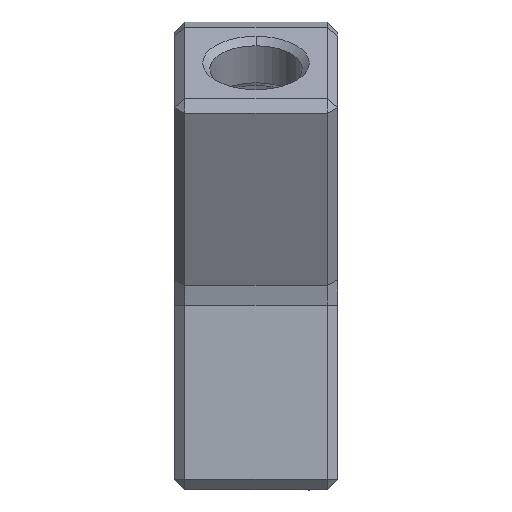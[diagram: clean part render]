
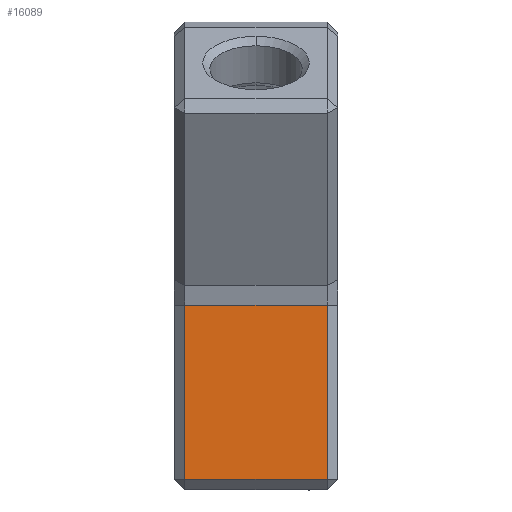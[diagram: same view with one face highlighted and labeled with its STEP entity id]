
A CAD part, left-side view. The second image highlights one B-rep face of the part: STEP entity #16089.
In plain terms, the highlighted planar face has unit normal (-1, 0, 0).
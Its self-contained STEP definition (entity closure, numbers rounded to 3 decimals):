
#3494 = PLANE('',#3495);
#3495 = AXIS2_PLACEMENT_3D('',#3496,#3497,#3498);
#3496 = CARTESIAN_POINT('',(-5.375,5.375,13.737));
#3497 = DIRECTION('',(-0.707,0.707,0.));
#3498 = DIRECTION('',(0.,0.,-1.));
#7080 = VERTEX_POINT('',#7081);
#7081 = CARTESIAN_POINT('',(-5.75,5.,12.987));
#7104 = VERTEX_POINT('',#7105);
#7105 = CARTESIAN_POINT('',(-5.75,5.,0.76));
#7126 = EDGE_CURVE('',#7080,#7104,#7127,.T.);
#7127 = SURFACE_CURVE('',#7128,(#7132,#7139),.PCURVE_S1.);
#7128 = LINE('',#7129,#7130);
#7129 = CARTESIAN_POINT('',(-5.75,5.,13.737));
#7130 = VECTOR('',#7131,1.);
#7131 = DIRECTION('',(0.,0.,-1.));
#7132 = PCURVE('',#3494,#7133);
#7133 = DEFINITIONAL_REPRESENTATION('',(#7134),#7138);
#7134 = LINE('',#7135,#7136);
#7135 = CARTESIAN_POINT('',(0.,0.53));
#7136 = VECTOR('',#7137,1.);
#7137 = DIRECTION('',(1.,0.));
#7138 = ( GEOMETRIC_REPRESENTATION_CONTEXT(2) 
PARAMETRIC_REPRESENTATION_CONTEXT() REPRESENTATION_CONTEXT('2D SPACE',''
  ) );
#7139 = PCURVE('',#7140,#7145);
#7140 = PLANE('',#7141);
#7141 = AXIS2_PLACEMENT_3D('',#7142,#7143,#7144);
#7142 = CARTESIAN_POINT('',(-5.75,0.,6.873));
#7143 = DIRECTION('',(-1.,-0.,-0.));
#7144 = DIRECTION('',(0.,0.,-1.));
#7145 = DEFINITIONAL_REPRESENTATION('',(#7146),#7150);
#7146 = LINE('',#7147,#7148);
#7147 = CARTESIAN_POINT('',(-6.863,-5.));
#7148 = VECTOR('',#7149,1.);
#7149 = DIRECTION('',(1.,0.));
#7150 = ( GEOMETRIC_REPRESENTATION_CONTEXT(2) 
PARAMETRIC_REPRESENTATION_CONTEXT() REPRESENTATION_CONTEXT('2D SPACE',''
  ) );
#7248 = PLANE('',#7249);
#7249 = AXIS2_PLACEMENT_3D('',#7250,#7251,#7252);
#7250 = CARTESIAN_POINT('',(-5.938,0.,
    13.687));
#7251 = DIRECTION('',(-0.966,-0.,-0.259));
#7252 = DIRECTION('',(0.259,0.,-0.966));
#9317 = PLANE('',#9318);
#9318 = AXIS2_PLACEMENT_3D('',#9319,#9320,#9321);
#9319 = CARTESIAN_POINT('',(-5.375,0.,0.385));
#9320 = DIRECTION('',(-0.707,0.,-0.707
    ));
#9321 = DIRECTION('',(0.707,0.,-0.707)
  );
#9834 = VERTEX_POINT('',#9835);
#9835 = CARTESIAN_POINT('',(-5.75,-5.,12.987));
#9842 = PLANE('',#9843);
#9843 = AXIS2_PLACEMENT_3D('',#9844,#9845,#9846);
#9844 = CARTESIAN_POINT('',(-5.375,-5.375,13.737));
#9845 = DIRECTION('',(-0.707,-0.707,
    0.));
#9846 = DIRECTION('',(0.,0.,1.));
#9895 = VERTEX_POINT('',#9896);
#9896 = CARTESIAN_POINT('',(-5.75,-5.,0.76));
#9922 = EDGE_CURVE('',#9834,#9895,#9923,.T.);
#9923 = SURFACE_CURVE('',#9924,(#9928,#9935),.PCURVE_S1.);
#9924 = LINE('',#9925,#9926);
#9925 = CARTESIAN_POINT('',(-5.75,-5.,13.737));
#9926 = VECTOR('',#9927,1.);
#9927 = DIRECTION('',(0.,0.,-1.));
#9928 = PCURVE('',#9842,#9929);
#9929 = DEFINITIONAL_REPRESENTATION('',(#9930),#9934);
#9930 = LINE('',#9931,#9932);
#9931 = CARTESIAN_POINT('',(0.,0.53));
#9932 = VECTOR('',#9933,1.);
#9933 = DIRECTION('',(-1.,0.));
#9934 = ( GEOMETRIC_REPRESENTATION_CONTEXT(2) 
PARAMETRIC_REPRESENTATION_CONTEXT() REPRESENTATION_CONTEXT('2D SPACE',''
  ) );
#9935 = PCURVE('',#7140,#9936);
#9936 = DEFINITIONAL_REPRESENTATION('',(#9937),#9941);
#9937 = LINE('',#9938,#9939);
#9938 = CARTESIAN_POINT('',(-6.863,5.));
#9939 = VECTOR('',#9940,1.);
#9940 = DIRECTION('',(1.,0.));
#9941 = ( GEOMETRIC_REPRESENTATION_CONTEXT(2) 
PARAMETRIC_REPRESENTATION_CONTEXT() REPRESENTATION_CONTEXT('2D SPACE',''
  ) );
#16089 = ADVANCED_FACE('',(#16090),#7140,.T.);
#16090 = FACE_BOUND('',#16091,.T.);
#16091 = EDGE_LOOP('',(#16092,#16093,#16114,#16115));
#16092 = ORIENTED_EDGE('',*,*,#7126,.T.);
#16093 = ORIENTED_EDGE('',*,*,#16094,.F.);
#16094 = EDGE_CURVE('',#9895,#7104,#16095,.T.);
#16095 = SURFACE_CURVE('',#16096,(#16100,#16107),.PCURVE_S1.);
#16096 = LINE('',#16097,#16098);
#16097 = CARTESIAN_POINT('',(-5.75,0.,0.76));
#16098 = VECTOR('',#16099,1.);
#16099 = DIRECTION('',(0.,1.,0.));
#16100 = PCURVE('',#7140,#16101);
#16101 = DEFINITIONAL_REPRESENTATION('',(#16102),#16106);
#16102 = LINE('',#16103,#16104);
#16103 = CARTESIAN_POINT('',(6.113,0.));
#16104 = VECTOR('',#16105,1.);
#16105 = DIRECTION('',(0.,-1.));
#16106 = ( GEOMETRIC_REPRESENTATION_CONTEXT(2) 
PARAMETRIC_REPRESENTATION_CONTEXT() REPRESENTATION_CONTEXT('2D SPACE',''
  ) );
#16107 = PCURVE('',#9317,#16108);
#16108 = DEFINITIONAL_REPRESENTATION('',(#16109),#16113);
#16109 = LINE('',#16110,#16111);
#16110 = CARTESIAN_POINT('',(-0.53,0.));
#16111 = VECTOR('',#16112,1.);
#16112 = DIRECTION('',(0.,-1.));
#16113 = ( GEOMETRIC_REPRESENTATION_CONTEXT(2) 
PARAMETRIC_REPRESENTATION_CONTEXT() REPRESENTATION_CONTEXT('2D SPACE',''
  ) );
#16114 = ORIENTED_EDGE('',*,*,#9922,.F.);
#16115 = ORIENTED_EDGE('',*,*,#16116,.F.);
#16116 = EDGE_CURVE('',#7080,#9834,#16117,.T.);
#16117 = SURFACE_CURVE('',#16118,(#16122,#16129),.PCURVE_S1.);
#16118 = LINE('',#16119,#16120);
#16119 = CARTESIAN_POINT('',(-5.75,0.,12.987)
  );
#16120 = VECTOR('',#16121,1.);
#16121 = DIRECTION('',(-0.,-1.,0.));
#16122 = PCURVE('',#7140,#16123);
#16123 = DEFINITIONAL_REPRESENTATION('',(#16124),#16128);
#16124 = LINE('',#16125,#16126);
#16125 = CARTESIAN_POINT('',(-6.113,0.));
#16126 = VECTOR('',#16127,1.);
#16127 = DIRECTION('',(0.,1.));
#16128 = ( GEOMETRIC_REPRESENTATION_CONTEXT(2) 
PARAMETRIC_REPRESENTATION_CONTEXT() REPRESENTATION_CONTEXT('2D SPACE',''
  ) );
#16129 = PCURVE('',#7248,#16130);
#16130 = DEFINITIONAL_REPRESENTATION('',(#16131),#16135);
#16131 = LINE('',#16132,#16133);
#16132 = CARTESIAN_POINT('',(0.724,0.));
#16133 = VECTOR('',#16134,1.);
#16134 = DIRECTION('',(0.,1.));
#16135 = ( GEOMETRIC_REPRESENTATION_CONTEXT(2) 
PARAMETRIC_REPRESENTATION_CONTEXT() REPRESENTATION_CONTEXT('2D SPACE',''
  ) );
